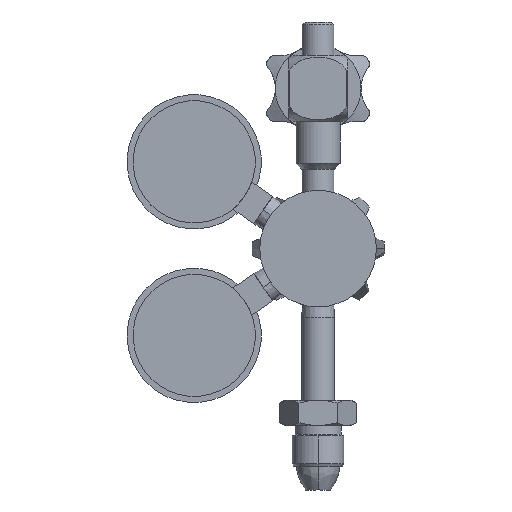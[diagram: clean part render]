
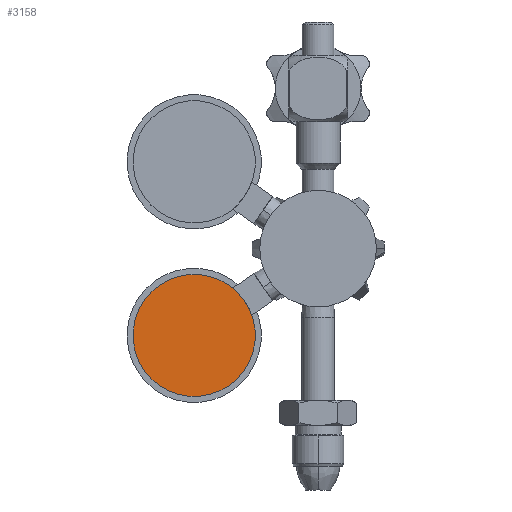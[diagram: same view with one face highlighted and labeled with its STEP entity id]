
A CAD part, front view. The second image highlights one B-rep face of the part: STEP entity #3158.
In plain terms, the highlighted face is planar.
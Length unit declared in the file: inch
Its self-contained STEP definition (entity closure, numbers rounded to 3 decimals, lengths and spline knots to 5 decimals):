
#2821=CARTESIAN_POINT('',(0.61,0.,0.));
#2822=DIRECTION('',(1.,0.,0.));
#2823=DIRECTION('',(0.,1.,0.));
#2824=AXIS2_PLACEMENT_3D('',#2821,#2822,#2823);
#2826=CARTESIAN_POINT('',(0.61,0.,0.));
#2827=DIRECTION('',(1.,0.,0.));
#2828=DIRECTION('',(0.,-1.,0.));
#2829=AXIS2_PLACEMENT_3D('',#2826,#2827,#2828);
#2943=CARTESIAN_POINT('',(0.61,1.0375,0.));
#2945=VERTEX_POINT('',#2943);
#2961=CARTESIAN_POINT('',(0.61,-1.0375,0.));
#2962=VERTEX_POINT('',#2961);
#3149=CARTESIAN_POINT('',(0.61,0.51875,0.));
#3150=DIRECTION('',(1.,0.,0.));
#3151=DIRECTION('',(0.,0.,-1.));
#3152=AXIS2_PLACEMENT_3D('',#3149,#3150,#3151);
#3153=PLANE('',#3152);
#3154=ORIENTED_EDGE('',*,*,#3118,.F.);
#3155=ORIENTED_EDGE('',*,*,#3144,.F.);
#3156=EDGE_LOOP('',(#3154,#3155));
#3157=FACE_OUTER_BOUND('',#3156,.F.);
#3158=ADVANCED_FACE('',(#3157),#3153,.T.);
#2825=CIRCLE('',#2824,1.0375);
#2830=CIRCLE('',#2829,1.0375);
#3118=EDGE_CURVE('',#2945,#2962,#2825,.T.);
#3144=EDGE_CURVE('',#2962,#2945,#2830,.T.);
